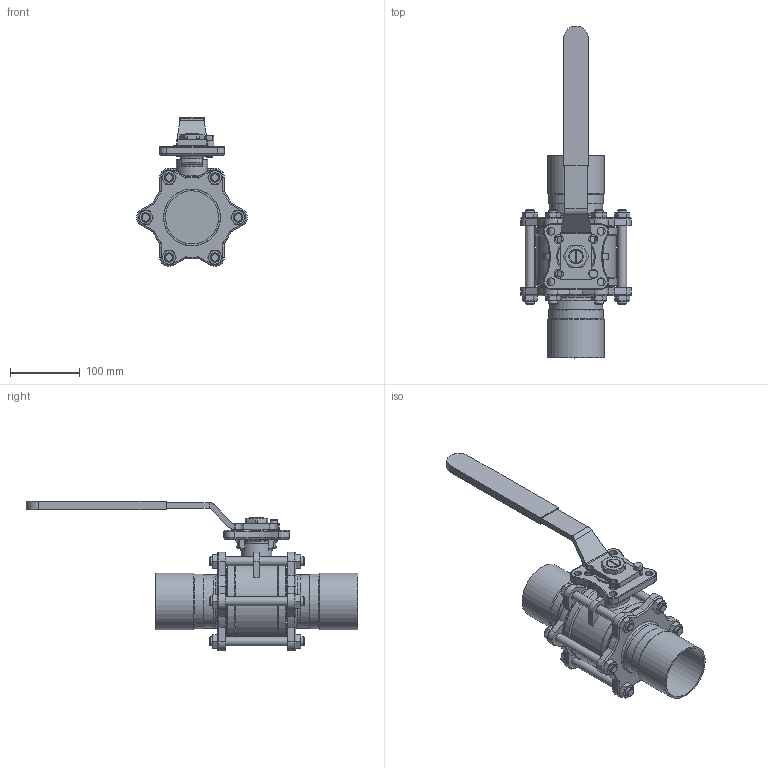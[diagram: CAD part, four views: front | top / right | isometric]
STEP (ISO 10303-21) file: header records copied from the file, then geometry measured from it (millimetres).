
FILE_DESCRIPTION(/* description */ ('Unknown'),/* implementation_level */ '2;1');
FILE_NAME(/* name */ 'F31DN76',/* time_stamp */ '2019-10-25T12:11:44+02:00',/* author */ ('Unknown'),/* organization */ ('Unknown'),/* preprocessor_version */ 'ST-DEVELOPER v16.7',/* originating_system */ 'DEX',/* authorisation */ $);
FILE_SCHEMA (('AP203_CONFIGURATION_CONTROLLED_3D_DESIGN_OF_MECHANICAL_PARTS_AND_ASSEMBLIES_MIM_LF { 1 0 10303 203 3 1 4 }','AUTOMOTIVE_DESIGN {1 0 10303 214 3 1 1}'));
Length unit declared in the file: millimetre
Products named in the file (3): F31DN76; 202610; F21DN76,1
Assembly tree (3 placements, depth 2):
  F31DN76
    202610
    F21DN76,1  x2
Bounding box: 158 x 473.97 x 212.97 mm (x, y, z)
Volume: 1112451.1 mm3; surface area: 380110.3 mm2
Topology: 5 solids, 9 shells, 796 faces, 1985 edges, 1246 vertices
Faces by surface type: plane 300, cylinder 289, cone 152, torus 49, sphere 5, bspline 1
Full cylindrical faces by diameter (mm): 9 x3, 10 x1, 11 x4, 12.7 x18, 13 x1, 13.1 x4, 14 x14, 22.8 x1, 23.752 x1, 27 x2, 27.1 x3, 27.4 x2, 34 x3, 34.7 x2, 35 x1, 44 x1, 45 x2, 55 x1, 65 x2, 72.1 x2, 76 x4, 76.1 x2, 78 x2, 81 x2, 104.5 x2, 112.8 x2, 114.5 x1, 118.5 x2
Entity records: 22583 total; most frequent: CARTESIAN_POINT 4771, DIRECTION 3852, ORIENTED_EDGE 3490, EDGE_CURVE 1745, AXIS2_PLACEMENT_3D 1576, VERTEX_POINT 1172, EDGE_LOOP 1031, FACE_BOUND 1031
